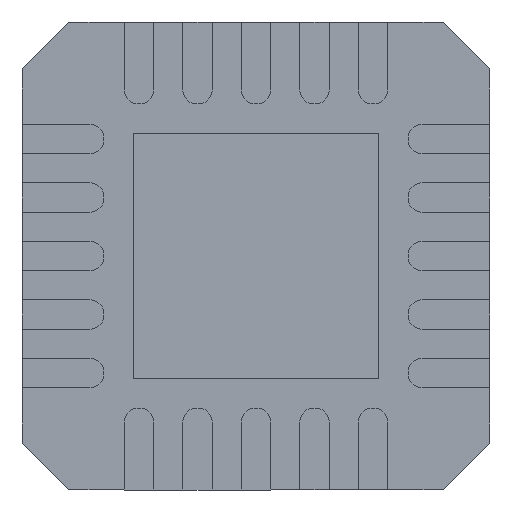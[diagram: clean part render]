
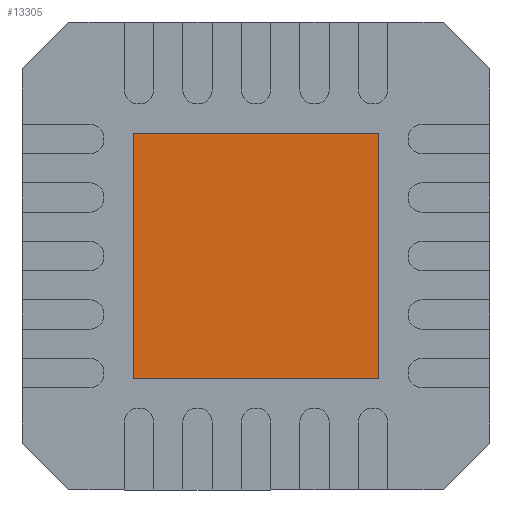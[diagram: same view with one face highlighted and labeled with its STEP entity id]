
A CAD part, front view. The second image highlights one B-rep face of the part: STEP entity #13305.
In plain terms, the highlighted planar face has unit normal (0, -1, 0).
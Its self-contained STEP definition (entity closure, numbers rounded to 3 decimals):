
#754 = CARTESIAN_POINT ( 'NONE',  ( 0., -0.02, 0. ) ) ;
#1360 = VERTEX_POINT ( 'NONE', #14630 ) ;
#1435 = CARTESIAN_POINT ( 'NONE',  ( -1.05, -0.02, -1.05 ) ) ;
#1568 = CARTESIAN_POINT ( 'NONE',  ( 1.05, -0.02, 1.05 ) ) ;
#1711 = VERTEX_POINT ( 'NONE', #8956 ) ;
#2326 = VECTOR ( 'NONE', #6687, 1000. ) ;
#3183 = CARTESIAN_POINT ( 'NONE',  ( -1.05, -0.02, 1.05 ) ) ;
#4030 = EDGE_CURVE ( 'NONE', #1711, #7749, #17348, .T. ) ;
#4684 = VECTOR ( 'NONE', #9295, 1000. ) ;
#4789 = EDGE_CURVE ( 'NONE', #11782, #1711, #6551, .T. ) ;
#4904 = VECTOR ( 'NONE', #7859, 1000. ) ;
#4978 = ORIENTED_EDGE ( 'NONE', *, *, #17400, .T. ) ;
#4987 = FACE_OUTER_BOUND ( 'NONE', #7724, .T. ) ;
#4997 = LINE ( 'NONE', #3183, #4684 ) ;
#6344 = DIRECTION ( 'NONE',  ( -1., 0., 0. ) ) ;
#6551 = LINE ( 'NONE', #15818, #4904 ) ;
#6687 = DIRECTION ( 'NONE',  ( 0., 0., 1. ) ) ;
#6714 = ORIENTED_EDGE ( 'NONE', *, *, #4030, .T. ) ;
#6895 = ORIENTED_EDGE ( 'NONE', *, *, #7930, .T. ) ;
#7724 = EDGE_LOOP ( 'NONE', ( #4978, #14613, #6714, #6895 ) ) ;
#7749 = VERTEX_POINT ( 'NONE', #1568 ) ;
#7859 = DIRECTION ( 'NONE',  ( 1., 0., 0. ) ) ;
#7930 = EDGE_CURVE ( 'NONE', #7749, #1360, #18514, .T. ) ;
#8956 = CARTESIAN_POINT ( 'NONE',  ( 1.05, -0.02, -1.05 ) ) ;
#9295 = DIRECTION ( 'NONE',  ( 0., 0., -1. ) ) ;
#9674 = DIRECTION ( 'NONE',  ( 0., 0., -1. ) ) ;
#9868 = DIRECTION ( 'NONE',  ( 0., -1., 0. ) ) ;
#10140 = AXIS2_PLACEMENT_3D ( 'NONE', #754, #9868, #9674 ) ;
#10826 = CARTESIAN_POINT ( 'NONE',  ( 1.05, -0.02, 1.05 ) ) ;
#11782 = VERTEX_POINT ( 'NONE', #1435 ) ;
#11848 = CARTESIAN_POINT ( 'NONE',  ( 1.05, -0.02, -1.05 ) ) ;
#13045 = VECTOR ( 'NONE', #6344, 1000. ) ;
#13305 = ADVANCED_FACE ( 'NONE', ( #4987 ), #13946, .T. ) ;
#13946 = PLANE ( 'NONE',  #10140 ) ;
#14613 = ORIENTED_EDGE ( 'NONE', *, *, #4789, .T. ) ;
#14630 = CARTESIAN_POINT ( 'NONE',  ( -1.05, -0.02, 1.05 ) ) ;
#15818 = CARTESIAN_POINT ( 'NONE',  ( -1.05, -0.02, -1.05 ) ) ;
#17348 = LINE ( 'NONE', #11848, #2326 ) ;
#17400 = EDGE_CURVE ( 'NONE', #1360, #11782, #4997, .T. ) ;
#18514 = LINE ( 'NONE', #10826, #13045 ) ;
